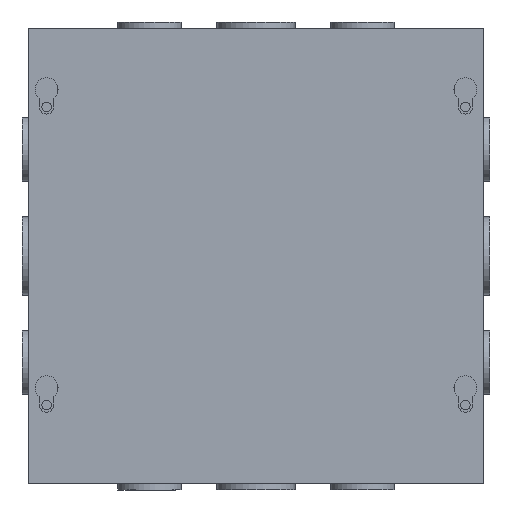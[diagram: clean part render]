
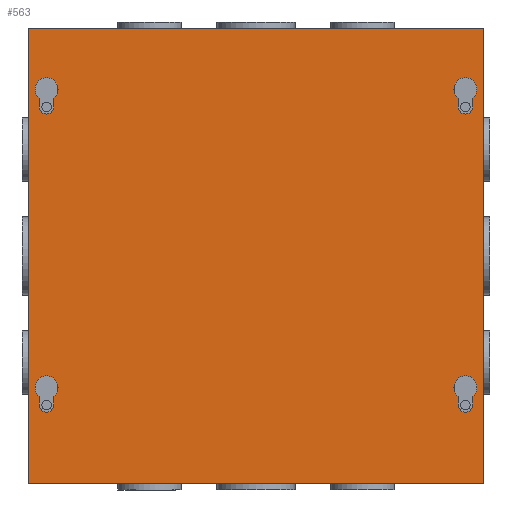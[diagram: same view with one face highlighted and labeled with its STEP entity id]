
A CAD part, front view. The second image highlights one B-rep face of the part: STEP entity #563.
In plain terms, the highlighted planar face has unit normal (0, -1, 0).
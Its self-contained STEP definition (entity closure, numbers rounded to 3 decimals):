
#563 = ADVANCED_FACE( '', ( #1344, #1345, #1346, #1347, #1348 ), #1349, .T. );
#1344 = FACE_BOUND( '', #2454, .T. );
#1345 = FACE_BOUND( '', #2455, .T. );
#1346 = FACE_OUTER_BOUND( '', #2456, .T. );
#1347 = FACE_BOUND( '', #2457, .T. );
#1348 = FACE_BOUND( '', #2458, .T. );
#1349 = PLANE( '', #2459 );
#2454 = EDGE_LOOP( '', ( #3881, #3882, #3883, #3884 ) );
#2455 = EDGE_LOOP( '', ( #3885, #3886, #3887, #3888 ) );
#2456 = EDGE_LOOP( '', ( #3889, #3890, #3891, #3892 ) );
#2457 = EDGE_LOOP( '', ( #3893, #3894, #3895, #3896 ) );
#2458 = EDGE_LOOP( '', ( #3897, #3898, #3899, #3900 ) );
#2459 = AXIS2_PLACEMENT_3D( '', #3901, #3902, #3903 );
#3881 = ORIENTED_EDGE( '', *, *, #6230, .T. );
#3882 = ORIENTED_EDGE( '', *, *, #5946, .T. );
#3883 = ORIENTED_EDGE( '', *, *, #6231, .T. );
#3884 = ORIENTED_EDGE( '', *, *, #6232, .T. );
#3885 = ORIENTED_EDGE( '', *, *, #6233, .T. );
#3886 = ORIENTED_EDGE( '', *, *, #6234, .T. );
#3887 = ORIENTED_EDGE( '', *, *, #6235, .T. );
#3888 = ORIENTED_EDGE( '', *, *, #6236, .T. );
#3889 = ORIENTED_EDGE( '', *, *, #6237, .T. );
#3890 = ORIENTED_EDGE( '', *, *, #6158, .T. );
#3891 = ORIENTED_EDGE( '', *, *, #6195, .T. );
#3892 = ORIENTED_EDGE( '', *, *, #6238, .T. );
#3893 = ORIENTED_EDGE( '', *, *, #6239, .T. );
#3894 = ORIENTED_EDGE( '', *, *, #6240, .T. );
#3895 = ORIENTED_EDGE( '', *, *, #6241, .T. );
#3896 = ORIENTED_EDGE( '', *, *, #6242, .T. );
#3897 = ORIENTED_EDGE( '', *, *, #6243, .T. );
#3898 = ORIENTED_EDGE( '', *, *, #5921, .T. );
#3899 = ORIENTED_EDGE( '', *, *, #6244, .T. );
#3900 = ORIENTED_EDGE( '', *, *, #6210, .T. );
#3901 = CARTESIAN_POINT( '', ( 0., 0., 0. ) );
#3902 = DIRECTION( '', ( 0., -1., 0. ) );
#3903 = DIRECTION( '', ( 0., 0., -1. ) );
#5921 = EDGE_CURVE( '', #6897, #6895, #6898, .T. );
#5946 = EDGE_CURVE( '', #6940, #6938, #6941, .T. );
#6158 = EDGE_CURVE( '', #7309, #7310, #7311, .T. );
#6195 = EDGE_CURVE( '', #7310, #7369, #7370, .T. );
#6210 = EDGE_CURVE( '', #7394, #7392, #7395, .T. );
#6230 = EDGE_CURVE( '', #7422, #6940, #7423, .T. );
#6231 = EDGE_CURVE( '', #6938, #7424, #7425, .T. );
#6232 = EDGE_CURVE( '', #7424, #7422, #7426, .T. );
#6233 = EDGE_CURVE( '', #7427, #7428, #7429, .T. );
#6234 = EDGE_CURVE( '', #7428, #7430, #7431, .T. );
#6235 = EDGE_CURVE( '', #7430, #7432, #7433, .T. );
#6236 = EDGE_CURVE( '', #7432, #7427, #7434, .T. );
#6237 = EDGE_CURVE( '', #7435, #7309, #7436, .T. );
#6238 = EDGE_CURVE( '', #7369, #7435, #7437, .T. );
#6239 = EDGE_CURVE( '', #7438, #7439, #7440, .T. );
#6240 = EDGE_CURVE( '', #7439, #7441, #7442, .T. );
#6241 = EDGE_CURVE( '', #7441, #7443, #7444, .T. );
#6242 = EDGE_CURVE( '', #7443, #7438, #7445, .T. );
#6243 = EDGE_CURVE( '', #7392, #6897, #7446, .T. );
#6244 = EDGE_CURVE( '', #6895, #7394, #7447, .T. );
#6895 = VERTEX_POINT( '', #8330 );
#6897 = VERTEX_POINT( '', #8333 );
#6898 = CIRCLE( '', #8334, 3.175 );
#6938 = VERTEX_POINT( '', #8385 );
#6940 = VERTEX_POINT( '', #8388 );
#6941 = CIRCLE( '', #8389, 3.175 );
#7309 = VERTEX_POINT( '', #8906 );
#7310 = VERTEX_POINT( '', #8907 );
#7311 = LINE( '', #8908, #8909 );
#7369 = VERTEX_POINT( '', #9000 );
#7370 = LINE( '', #9001, #9002 );
#7392 = VERTEX_POINT( '', #9029 );
#7394 = VERTEX_POINT( '', #9032 );
#7395 = CIRCLE( '', #9033, 5.156 );
#7422 = VERTEX_POINT( '', #9066 );
#7423 = LINE( '', #9067, #9068 );
#7424 = VERTEX_POINT( '', #9069 );
#7425 = LINE( '', #9070, #9071 );
#7426 = CIRCLE( '', #9072, 5.156 );
#7427 = VERTEX_POINT( '', #9073 );
#7428 = VERTEX_POINT( '', #9074 );
#7429 = LINE( '', #9075, #9076 );
#7430 = VERTEX_POINT( '', #9077 );
#7431 = CIRCLE( '', #9078, 3.175 );
#7432 = VERTEX_POINT( '', #9079 );
#7433 = LINE( '', #9080, #9081 );
#7434 = CIRCLE( '', #9082, 5.156 );
#7435 = VERTEX_POINT( '', #9083 );
#7436 = LINE( '', #9084, #9085 );
#7437 = LINE( '', #9086, #9087 );
#7438 = VERTEX_POINT( '', #9088 );
#7439 = VERTEX_POINT( '', #9089 );
#7440 = LINE( '', #9090, #9091 );
#7441 = VERTEX_POINT( '', #9092 );
#7442 = CIRCLE( '', #9093, 3.175 );
#7443 = VERTEX_POINT( '', #9094 );
#7444 = LINE( '', #9095, #9096 );
#7445 = CIRCLE( '', #9097, 5.156 );
#7446 = LINE( '', #9098, #9099 );
#7447 = LINE( '', #9100, #9101 );
#8330 = CARTESIAN_POINT( '', ( 90.5, 0., 66.675 ) );
#8333 = CARTESIAN_POINT( '', ( 96.85, 0., 66.675 ) );
#8334 = AXIS2_PLACEMENT_3D( '', #10305, #10306, #10307 );
#8385 = CARTESIAN_POINT( '', ( 90.5, 0., -66.675 ) );
#8388 = CARTESIAN_POINT( '', ( 96.85, 0., -66.675 ) );
#8389 = AXIS2_PLACEMENT_3D( '', #10331, #10332, #10333 );
#8906 = CARTESIAN_POINT( '', ( -101.6, 0., -101.6 ) );
#8907 = CARTESIAN_POINT( '', ( 101.6, 0., -101.6 ) );
#8908 = CARTESIAN_POINT( '', ( -101.6, 0., -101.6 ) );
#8909 = VECTOR( '', #10567, 1000. );
#9000 = CARTESIAN_POINT( '', ( 101.6, 0., 101.6 ) );
#9001 = CARTESIAN_POINT( '', ( 101.6, 0., -101.6 ) );
#9002 = VECTOR( '', #10607, 1000. );
#9029 = CARTESIAN_POINT( '', ( 96.85, 0., 70.537 ) );
#9032 = CARTESIAN_POINT( '', ( 90.5, 0., 70.537 ) );
#9033 = AXIS2_PLACEMENT_3D( '', #10626, #10627, #10628 );
#9066 = CARTESIAN_POINT( '', ( 96.85, 0., -62.813 ) );
#9067 = CARTESIAN_POINT( '', ( 96.85, 0., -66.675 ) );
#9068 = VECTOR( '', #10655, 1000. );
#9069 = CARTESIAN_POINT( '', ( 90.5, 0., -62.813 ) );
#9070 = CARTESIAN_POINT( '', ( 90.5, 0., -66.675 ) );
#9071 = VECTOR( '', #10656, 1000. );
#9072 = AXIS2_PLACEMENT_3D( '', #10657, #10658, #10659 );
#9073 = CARTESIAN_POINT( '', ( -90.5, 0., -62.813 ) );
#9074 = CARTESIAN_POINT( '', ( -90.5, 0., -66.675 ) );
#9075 = CARTESIAN_POINT( '', ( -90.5, 0., -66.675 ) );
#9076 = VECTOR( '', #10660, 1000. );
#9077 = CARTESIAN_POINT( '', ( -96.85, 0., -66.675 ) );
#9078 = AXIS2_PLACEMENT_3D( '', #10661, #10662, #10663 );
#9079 = CARTESIAN_POINT( '', ( -96.85, 0., -62.813 ) );
#9080 = CARTESIAN_POINT( '', ( -96.85, 0., -66.675 ) );
#9081 = VECTOR( '', #10664, 1000. );
#9082 = AXIS2_PLACEMENT_3D( '', #10665, #10666, #10667 );
#9083 = CARTESIAN_POINT( '', ( -101.6, 0., 101.6 ) );
#9084 = CARTESIAN_POINT( '', ( -101.6, 0., 101.6 ) );
#9085 = VECTOR( '', #10668, 1000. );
#9086 = CARTESIAN_POINT( '', ( 101.6, 0., 101.6 ) );
#9087 = VECTOR( '', #10669, 1000. );
#9088 = CARTESIAN_POINT( '', ( -90.5, 0., 70.537 ) );
#9089 = CARTESIAN_POINT( '', ( -90.5, 0., 66.675 ) );
#9090 = CARTESIAN_POINT( '', ( -90.5, 0., 66.675 ) );
#9091 = VECTOR( '', #10670, 1000. );
#9092 = CARTESIAN_POINT( '', ( -96.85, 0., 66.675 ) );
#9093 = AXIS2_PLACEMENT_3D( '', #10671, #10672, #10673 );
#9094 = CARTESIAN_POINT( '', ( -96.85, 0., 70.537 ) );
#9095 = CARTESIAN_POINT( '', ( -96.85, 0., 66.675 ) );
#9096 = VECTOR( '', #10674, 1000. );
#9097 = AXIS2_PLACEMENT_3D( '', #10675, #10676, #10677 );
#9098 = CARTESIAN_POINT( '', ( 96.85, 0., 66.675 ) );
#9099 = VECTOR( '', #10678, 1000. );
#9100 = CARTESIAN_POINT( '', ( 90.5, 0., 66.675 ) );
#9101 = VECTOR( '', #10679, 1000. );
#10305 = CARTESIAN_POINT( '', ( 93.675, 0., 66.675 ) );
#10306 = DIRECTION( '', ( 0., 1., 0. ) );
#10307 = DIRECTION( '', ( 1., 0., 0. ) );
#10331 = CARTESIAN_POINT( '', ( 93.675, 0., -66.675 ) );
#10332 = DIRECTION( '', ( 0., 1., 0. ) );
#10333 = DIRECTION( '', ( 1., 0., 0. ) );
#10567 = DIRECTION( '', ( 1., 0., 0. ) );
#10607 = DIRECTION( '', ( 0., 0., 1. ) );
#10626 = CARTESIAN_POINT( '', ( 93.675, 0., 74.6 ) );
#10627 = DIRECTION( '', ( 0., 1., 0. ) );
#10628 = DIRECTION( '', ( 0., 0., -1. ) );
#10655 = DIRECTION( '', ( 0., 0., -1. ) );
#10656 = DIRECTION( '', ( 0., 0., 1. ) );
#10657 = CARTESIAN_POINT( '', ( 93.675, 0., -58.75 ) );
#10658 = DIRECTION( '', ( 0., 1., 0. ) );
#10659 = DIRECTION( '', ( 0., 0., -1. ) );
#10660 = DIRECTION( '', ( 0., 0., -1. ) );
#10661 = CARTESIAN_POINT( '', ( -93.675, 0., -66.675 ) );
#10662 = DIRECTION( '', ( 0., 1., 0. ) );
#10663 = DIRECTION( '', ( 1., 0., 0. ) );
#10664 = DIRECTION( '', ( 0., 0., 1. ) );
#10665 = CARTESIAN_POINT( '', ( -93.675, 0., -58.75 ) );
#10666 = DIRECTION( '', ( 0., 1., 0. ) );
#10667 = DIRECTION( '', ( 0., 0., -1. ) );
#10668 = DIRECTION( '', ( 0., 0., -1. ) );
#10669 = DIRECTION( '', ( -1., 0., 0. ) );
#10670 = DIRECTION( '', ( 0., 0., -1. ) );
#10671 = CARTESIAN_POINT( '', ( -93.675, 0., 66.675 ) );
#10672 = DIRECTION( '', ( 0., 1., 0. ) );
#10673 = DIRECTION( '', ( 1., 0., 0. ) );
#10674 = DIRECTION( '', ( 0., 0., 1. ) );
#10675 = CARTESIAN_POINT( '', ( -93.675, 0., 74.6 ) );
#10676 = DIRECTION( '', ( 0., 1., 0. ) );
#10677 = DIRECTION( '', ( 0., 0., -1. ) );
#10678 = DIRECTION( '', ( 0., 0., -1. ) );
#10679 = DIRECTION( '', ( 0., 0., 1. ) );
